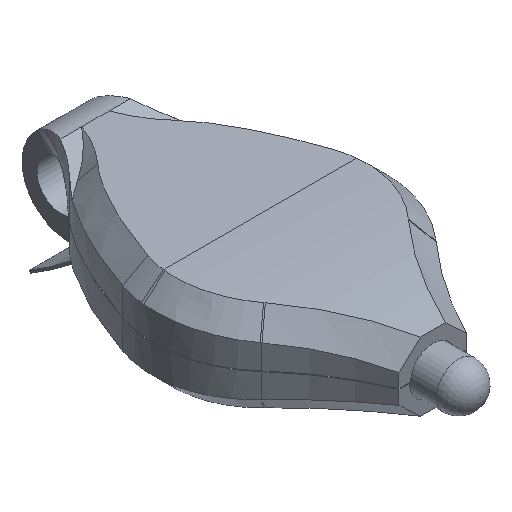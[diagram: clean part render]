
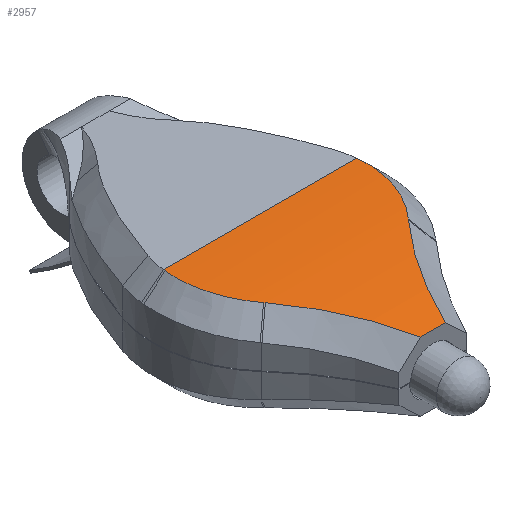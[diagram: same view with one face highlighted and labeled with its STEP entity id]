
A CAD part, isometric view. The second image highlights one B-rep face of the part: STEP entity #2957.
In plain terms, the highlighted cylindrical face has radius 116.936 mm (diameter 233.872 mm), a partial arc.
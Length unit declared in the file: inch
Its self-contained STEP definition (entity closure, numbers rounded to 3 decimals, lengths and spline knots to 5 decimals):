
#104=CYLINDRICAL_SURFACE('',#3193,4.60378);
#209=LINE('',#4757,#455);
#211=LINE('',#4777,#457);
#455=VECTOR('',#3551,4.60378);
#457=VECTOR('',#3557,0.3937);
#856=FACE_OUTER_BOUND('',#1033,.T.);
#1033=EDGE_LOOP('',(#2159,#2160,#2161,#2162,#2163,#2164,#2165,#2166,#2167,
#2168));
#1217=B_SPLINE_CURVE_WITH_KNOTS('',3,(#4651,#4652,#4653,#4654,#4655,#4656),
 .UNSPECIFIED.,.F.,.F.,(4,1,1,4),(-6.63391,-6.20318,-5.91602,
-5.62887),.UNSPECIFIED.);
#1219=B_SPLINE_CURVE_WITH_KNOTS('',3,(#4681,#4682,#4683,#4684),
 .UNSPECIFIED.,.F.,.F.,(4,4),(-0.23087,-0.21182),
 .UNSPECIFIED.);
#1222=B_SPLINE_CURVE_WITH_KNOTS('',3,(#4719,#4720,#4721,#4722,#4723),
 .UNSPECIFIED.,.F.,.F.,(4,1,4),(-11.72749,-11.10415,-10.63665),
 .UNSPECIFIED.);
#1224=B_SPLINE_CURVE_WITH_KNOTS('',3,(#4747,#4748,#4749,#4750),
 .UNSPECIFIED.,.F.,.F.,(4,4),(-10.63665,-10.62407),
 .UNSPECIFIED.);
#1228=B_SPLINE_CURVE_WITH_KNOTS('',3,(#4779,#4780,#4781,#4782,#4783),
 .UNSPECIFIED.,.F.,.F.,(4,1,4),(-5.33902,-4.71569,-4.24819),
 .UNSPECIFIED.);
#1229=B_SPLINE_CURVE_WITH_KNOTS('',3,(#4785,#4786,#4787,#4788),
 .UNSPECIFIED.,.F.,.F.,(4,4),(-5.35161,-5.33902),
 .UNSPECIFIED.);
#1230=B_SPLINE_CURVE_WITH_KNOTS('',3,(#4790,#4791,#4792,#4793,#4794,#4795),
 .UNSPECIFIED.,.F.,.F.,(4,1,1,4),(-5.86257,-5.57542,-5.28826,
-4.85754),.UNSPECIFIED.);
#1231=B_SPLINE_CURVE_WITH_KNOTS('',3,(#4796,#4797,#4798,#4799),
 .UNSPECIFIED.,.F.,.F.,(4,4),(0.21182,0.23087),
 .UNSPECIFIED.);
#1346=VERTEX_POINT('',#4619);
#1348=VERTEX_POINT('',#4648);
#1349=VERTEX_POINT('',#4650);
#1352=VERTEX_POINT('',#4710);
#1353=VERTEX_POINT('',#4718);
#1355=VERTEX_POINT('',#4756);
#1358=VERTEX_POINT('',#4776);
#1359=VERTEX_POINT('',#4778);
#1360=VERTEX_POINT('',#4784);
#1361=VERTEX_POINT('',#4789);
#1655=EDGE_CURVE('',#1348,#1349,#1217,.T.);
#1658=EDGE_CURVE('',#1349,#1346,#1219,.T.);
#1661=EDGE_CURVE('',#1352,#1353,#1222,.T.);
#1664=EDGE_CURVE('',#1353,#1348,#1224,.T.);
#1666=EDGE_CURVE('',#1355,#1346,#209,.T.);
#1671=EDGE_CURVE('',#1352,#1358,#211,.T.);
#1672=EDGE_CURVE('',#1359,#1358,#1228,.T.);
#1673=EDGE_CURVE('',#1360,#1359,#1229,.T.);
#1674=EDGE_CURVE('',#1361,#1360,#1230,.T.);
#1675=EDGE_CURVE('',#1355,#1361,#1231,.T.);
#2159=ORIENTED_EDGE('',*,*,#1658,.F.);
#2160=ORIENTED_EDGE('',*,*,#1655,.F.);
#2161=ORIENTED_EDGE('',*,*,#1664,.F.);
#2162=ORIENTED_EDGE('',*,*,#1661,.F.);
#2163=ORIENTED_EDGE('',*,*,#1671,.T.);
#2164=ORIENTED_EDGE('',*,*,#1672,.F.);
#2165=ORIENTED_EDGE('',*,*,#1673,.F.);
#2166=ORIENTED_EDGE('',*,*,#1674,.F.);
#2167=ORIENTED_EDGE('',*,*,#1675,.F.);
#2168=ORIENTED_EDGE('',*,*,#1666,.T.);
#2957=ADVANCED_FACE('',(#856),#104,.T.);
#3193=AXIS2_PLACEMENT_3D('',#4775,#3555,#3556);
#3551=DIRECTION('',(-1.,0.,0.));
#3555=DIRECTION('center_axis',(-1.,0.,0.));
#3556=DIRECTION('ref_axis',(0.,-0.16,0.987));
#3557=DIRECTION('',(1.,0.,0.));
#4619=CARTESIAN_POINT('',(-0.41267,0.04643,0.20737));
#4648=CARTESIAN_POINT('',(-0.30923,-0.27734,0.19597));
#4650=CARTESIAN_POINT('',(-0.41348,0.03856,0.20736));
#4651=CARTESIAN_POINT('Ctrl Pts',(-0.30923,-0.27734,
0.19597));
#4652=CARTESIAN_POINT('Ctrl Pts',(-0.34108,-0.24175,
0.19848));
#4653=CARTESIAN_POINT('Ctrl Pts',(-0.38606,-0.17021,
0.20281));
#4654=CARTESIAN_POINT('Ctrl Pts',(-0.41525,-0.05636,
0.20657));
#4655=CARTESIAN_POINT('Ctrl Pts',(-0.41646,0.00653,
0.20731));
#4656=CARTESIAN_POINT('Ctrl Pts',(-0.41348,0.03856,
0.20736));
#4681=CARTESIAN_POINT('Ctrl Pts',(-0.41348,0.03856,
0.20736));
#4682=CARTESIAN_POINT('Ctrl Pts',(-0.41323,0.04119,
0.20737));
#4683=CARTESIAN_POINT('Ctrl Pts',(-0.41296,0.04381,
0.20737));
#4684=CARTESIAN_POINT('Ctrl Pts',(-0.41267,0.04643,
0.20737));
#4710=CARTESIAN_POINT('',(-0.05362,-0.69159,0.14783));
#4718=CARTESIAN_POINT('',(-0.30547,-0.28156,0.19567));
#4719=CARTESIAN_POINT('Ctrl Pts',(-0.05362,-0.69159,
0.14783));
#4720=CARTESIAN_POINT('Ctrl Pts',(-0.08629,-0.60878,
0.16128));
#4721=CARTESIAN_POINT('Ctrl Pts',(-0.15926,-0.46526,
0.18043));
#4722=CARTESIAN_POINT('Ctrl Pts',(-0.25909,-0.33381,
0.19194));
#4723=CARTESIAN_POINT('Ctrl Pts',(-0.30547,-0.28156,
0.19567));
#4747=CARTESIAN_POINT('Ctrl Pts',(-0.30547,-0.28156,
0.19567));
#4748=CARTESIAN_POINT('Ctrl Pts',(-0.30672,-0.28015,
0.19577));
#4749=CARTESIAN_POINT('Ctrl Pts',(-0.30797,-0.27875,
0.19587));
#4750=CARTESIAN_POINT('Ctrl Pts',(-0.30923,-0.27734,
0.19597));
#4756=CARTESIAN_POINT('',(0.41267,0.04643,0.20737));
#4757=CARTESIAN_POINT('',(0.,0.04643,0.20737));
#4775=CARTESIAN_POINT('Origin',(0.,0.04643,
-4.39641));
#4776=CARTESIAN_POINT('',(0.05362,-0.69159,0.14783));
#4777=CARTESIAN_POINT('',(0.,-0.69159,0.14783));
#4778=CARTESIAN_POINT('',(0.30547,-0.28156,0.19567));
#4779=CARTESIAN_POINT('Ctrl Pts',(0.30547,-0.28156,0.19567));
#4780=CARTESIAN_POINT('Ctrl Pts',(0.24363,-0.35123,
0.1907));
#4781=CARTESIAN_POINT('Ctrl Pts',(0.14688,-0.48579,
0.17819));
#4782=CARTESIAN_POINT('Ctrl Pts',(0.07812,-0.62948,
0.15792));
#4783=CARTESIAN_POINT('Ctrl Pts',(0.05362,-0.69159,
0.14783));
#4784=CARTESIAN_POINT('',(0.30923,-0.27734,0.19597));
#4785=CARTESIAN_POINT('Ctrl Pts',(0.30923,-0.27734,
0.19597));
#4786=CARTESIAN_POINT('Ctrl Pts',(0.30797,-0.27875,
0.19587));
#4787=CARTESIAN_POINT('Ctrl Pts',(0.30672,-0.28015,
0.19577));
#4788=CARTESIAN_POINT('Ctrl Pts',(0.30547,-0.28156,
0.19567));
#4789=CARTESIAN_POINT('',(0.41348,0.03856,0.20736));
#4790=CARTESIAN_POINT('Ctrl Pts',(0.41348,0.03856,0.20736));
#4791=CARTESIAN_POINT('Ctrl Pts',(0.41646,0.00653,
0.20731));
#4792=CARTESIAN_POINT('Ctrl Pts',(0.41525,-0.05636,
0.20657));
#4793=CARTESIAN_POINT('Ctrl Pts',(0.38606,-0.17021,
0.20281));
#4794=CARTESIAN_POINT('Ctrl Pts',(0.34108,-0.24175,0.19848));
#4795=CARTESIAN_POINT('Ctrl Pts',(0.30923,-0.27734,
0.19597));
#4796=CARTESIAN_POINT('Ctrl Pts',(0.41267,0.04643,0.20737));
#4797=CARTESIAN_POINT('Ctrl Pts',(0.41296,0.04381,
0.20737));
#4798=CARTESIAN_POINT('Ctrl Pts',(0.41323,0.04119,
0.20737));
#4799=CARTESIAN_POINT('Ctrl Pts',(0.41348,0.03856,0.20736));
